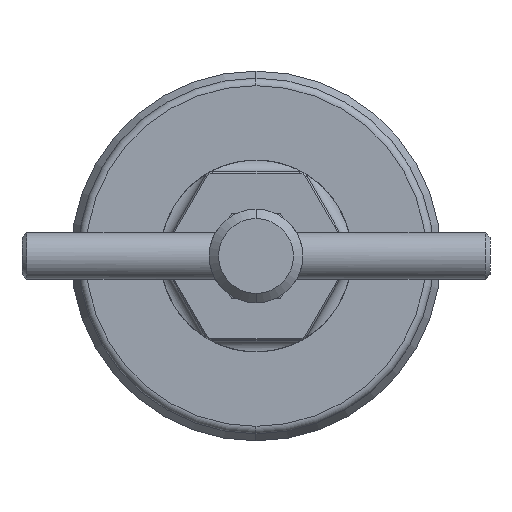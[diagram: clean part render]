
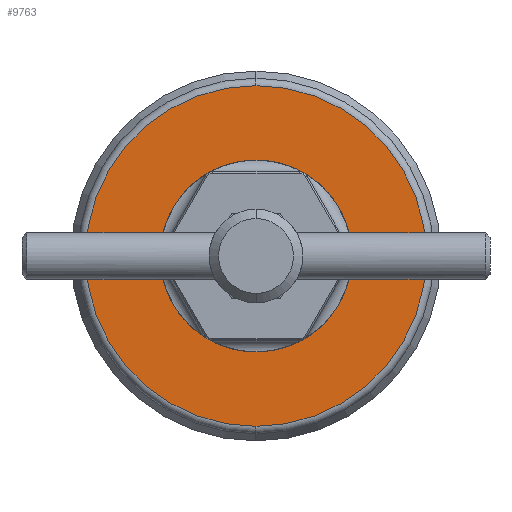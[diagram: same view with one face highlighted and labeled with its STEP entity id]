
A CAD part, front view. The second image highlights one B-rep face of the part: STEP entity #9763.
In plain terms, the highlighted planar face has unit normal (0, -1, 0).
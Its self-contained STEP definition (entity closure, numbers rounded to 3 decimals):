
#672 = CARTESIAN_POINT ( 'NONE',  ( 0., -201.5, 36.4 ) ) ;
#1149 = ORIENTED_EDGE ( 'NONE', *, *, #9732, .F. ) ;
#1188 = CARTESIAN_POINT ( 'NONE',  ( 0., -201.5, -36.4 ) ) ;
#1532 = CARTESIAN_POINT ( 'NONE',  ( 0., -201.5, 0. ) ) ;
#1900 = DIRECTION ( 'NONE',  ( 0., 0., 1. ) ) ;
#1943 = CARTESIAN_POINT ( 'NONE',  ( -36.4, -201.5, 0. ) ) ;
#2608 = CARTESIAN_POINT ( 'NONE',  ( 0., -201.5, 0. ) ) ;
#3371 = VERTEX_POINT ( 'NONE', #672 ) ;
#3937 = DIRECTION ( 'NONE',  ( 0., 1., 0. ) ) ;
#4275 = EDGE_CURVE ( 'NONE', #6190, #10544, #5415, .T. ) ;
#4379 = ORIENTED_EDGE ( 'NONE', *, *, #11788, .T. ) ;
#4663 = DIRECTION ( 'NONE',  ( 0., 0., -1. ) ) ;
#5087 = CARTESIAN_POINT ( 'NONE',  ( 0., -201.5, -20.5 ) ) ;
#5304 = CARTESIAN_POINT ( 'NONE',  ( 0., -201.5, 0. ) ) ;
#5338 = EDGE_LOOP ( 'NONE', ( #4379, #9329 ) ) ;
#5415 = CIRCLE ( 'NONE', #11991, 20.5 ) ;
#5567 = DIRECTION ( 'NONE',  ( 0., -1., 0. ) ) ;
#5573 = DIRECTION ( 'NONE',  ( 0., -1., 0. ) ) ;
#5982 = PLANE ( 'NONE',  #12301 ) ;
#6190 = VERTEX_POINT ( 'NONE', #5087 ) ;
#6318 = DIRECTION ( 'NONE',  ( 0., -1., 0. ) ) ;
#6992 = AXIS2_PLACEMENT_3D ( 'NONE', #10567, #5573, #12721 ) ;
#7058 = AXIS2_PLACEMENT_3D ( 'NONE', #1532, #5567, #8684 ) ;
#7123 = CIRCLE ( 'NONE', #9135, 36.4 ) ;
#7414 = EDGE_CURVE ( 'NONE', #3371, #8793, #11272, .T. ) ;
#7539 = CIRCLE ( 'NONE', #6992, 20.5 ) ;
#7854 = FACE_BOUND ( 'NONE', #9935, .T. ) ;
#8684 = DIRECTION ( 'NONE',  ( 0., 0., -1. ) ) ;
#8793 = VERTEX_POINT ( 'NONE', #1188 ) ;
#9135 = AXIS2_PLACEMENT_3D ( 'NONE', #2608, #9777, #4663 ) ;
#9329 = ORIENTED_EDGE ( 'NONE', *, *, #7414, .T. ) ;
#9732 = EDGE_CURVE ( 'NONE', #10544, #6190, #7539, .T. ) ;
#9763 = ADVANCED_FACE ( 'NONE', ( #7854, #10903 ), #5982, .F. ) ;
#9777 = DIRECTION ( 'NONE',  ( 0., -1., 0. ) ) ;
#9935 = EDGE_LOOP ( 'NONE', ( #11139, #1149 ) ) ;
#10544 = VERTEX_POINT ( 'NONE', #10841 ) ;
#10567 = CARTESIAN_POINT ( 'NONE',  ( 0., -201.5, 0. ) ) ;
#10841 = CARTESIAN_POINT ( 'NONE',  ( 0., -201.5, 20.5 ) ) ;
#10903 = FACE_OUTER_BOUND ( 'NONE', #5338, .T. ) ;
#11139 = ORIENTED_EDGE ( 'NONE', *, *, #4275, .F. ) ;
#11272 = CIRCLE ( 'NONE', #7058, 36.4 ) ;
#11788 = EDGE_CURVE ( 'NONE', #8793, #3371, #7123, .T. ) ;
#11991 = AXIS2_PLACEMENT_3D ( 'NONE', #5304, #6318, #12527 ) ;
#12301 = AXIS2_PLACEMENT_3D ( 'NONE', #1943, #3937, #1900 ) ;
#12527 = DIRECTION ( 'NONE',  ( 0., 0., -1. ) ) ;
#12721 = DIRECTION ( 'NONE',  ( 0., 0., -1. ) ) ;
